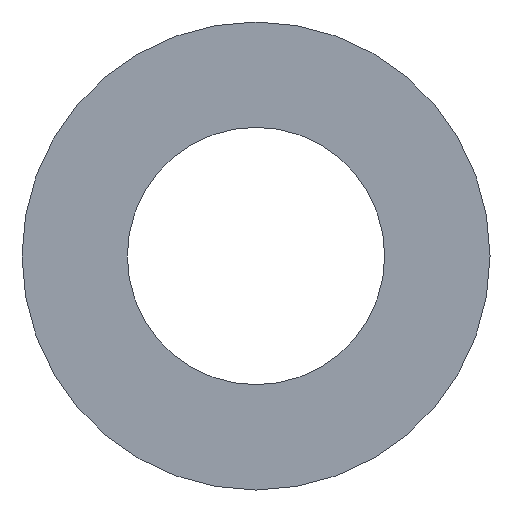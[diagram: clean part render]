
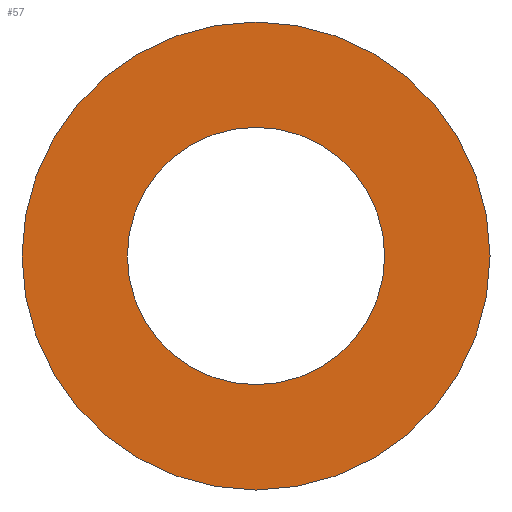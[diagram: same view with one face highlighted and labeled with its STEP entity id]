
A CAD part, front view. The second image highlights one B-rep face of the part: STEP entity #57.
In plain terms, the highlighted planar face has unit normal (0, -1, 0).
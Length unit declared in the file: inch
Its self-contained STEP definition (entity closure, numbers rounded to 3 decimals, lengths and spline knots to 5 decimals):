
#15=PLANE('',#67);
#19=FACE_BOUND('',#30,.T.);
#23=FACE_OUTER_BOUND('',#29,.T.);
#29=EDGE_LOOP('',(#49));
#30=EDGE_LOOP('',(#50));
#34=CIRCLE('',#63,0.34375);
#36=CIRCLE('',#66,0.625);
#38=VERTEX_POINT('',#91);
#40=VERTEX_POINT('',#96);
#42=EDGE_CURVE('',#38,#38,#34,.T.);
#44=EDGE_CURVE('',#40,#40,#36,.T.);
#49=ORIENTED_EDGE('',*,*,#44,.T.);
#50=ORIENTED_EDGE('',*,*,#42,.T.);
#57=ADVANCED_FACE('',(#23,#19),#15,.F.);
#63=AXIS2_PLACEMENT_3D('',#92,#75,#76);
#66=AXIS2_PLACEMENT_3D('',#97,#81,#82);
#67=AXIS2_PLACEMENT_3D('',#98,#83,#84);
#75=DIRECTION('center_axis',(0.,1.,0.));
#76=DIRECTION('ref_axis',(1.,0.,0.));
#81=DIRECTION('center_axis',(0.,-1.,0.));
#82=DIRECTION('ref_axis',(1.,0.,0.));
#83=DIRECTION('center_axis',(0.,1.,0.));
#84=DIRECTION('ref_axis',(0.,0.,1.));
#91=CARTESIAN_POINT('',(-0.34375,0.,0.));
#92=CARTESIAN_POINT('Origin',(0.,0.,0.));
#96=CARTESIAN_POINT('',(-0.625,0.,0.));
#97=CARTESIAN_POINT('Origin',(0.,0.,0.));
#98=CARTESIAN_POINT('Origin',(0.,0.,0.));
